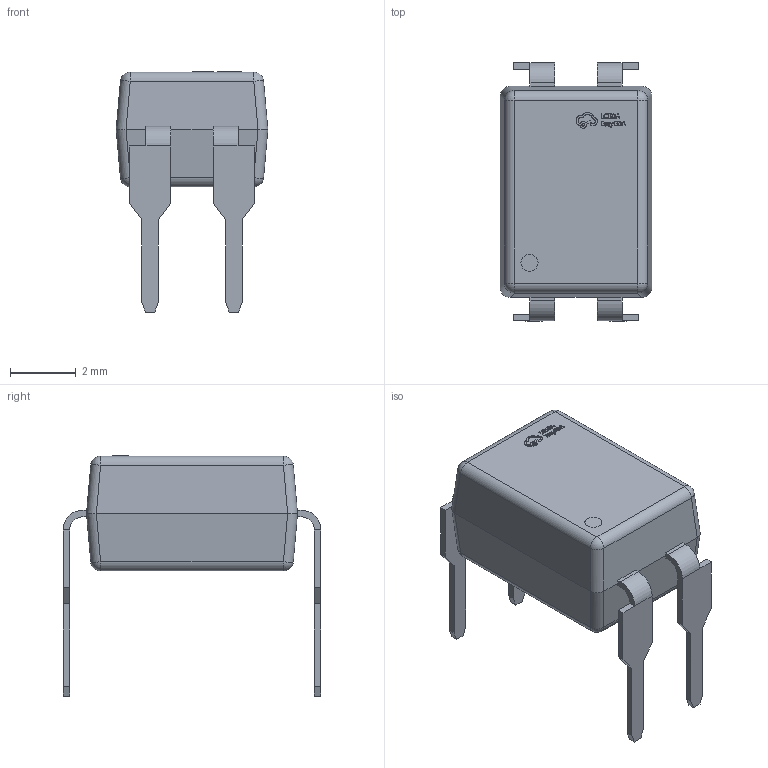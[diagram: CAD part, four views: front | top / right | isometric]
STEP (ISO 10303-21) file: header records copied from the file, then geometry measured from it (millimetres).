
FILE_DESCRIPTION (( 'STEP AP214' ), '1' );
FILE_NAME ('DIP-4_L6.4-W4.6-P2.54-LS7.6-BL.step', '2022-06-21T14:08:59', ( '' ), ( '' ), 'SwSTEP 2.0', 'SolidWorks 2020', '' );
FILE_SCHEMA (( 'AUTOMOTIVE_DESIGN' ));
Length unit declared in the file: millimetre
Products named in the file (1): DIP-4_L6.4-W4.6-P2.54-LS7.6-BL
Bounding box: 4.6 x 7.82 x 7.29 mm (x, y, z)
Volume: 99.6 mm3; surface area: 168 mm2
Topology: 1 solids, 1 shells, 388 faces, 1037 edges, 678 vertices
Faces by surface type: plane 242, bspline 112, cylinder 26, sphere 8
Entity records: 17439 total; most frequent: CARTESIAN_POINT 4220, ORIENTED_EDGE 2074, DIRECTION 1403, EDGE_CURVE 1037, LINE 761, VECTOR 761, VERTEX_POINT 678, EDGE_LOOP 415
